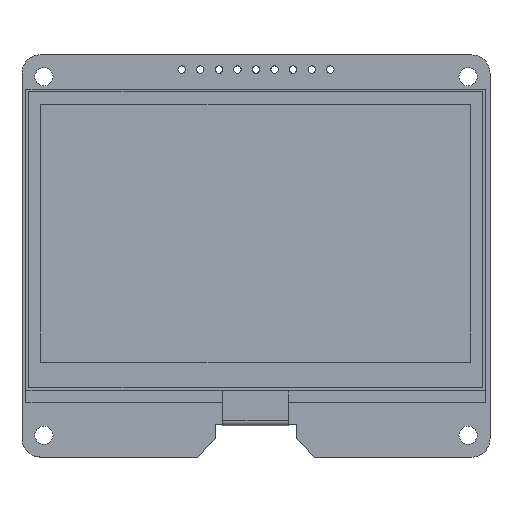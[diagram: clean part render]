
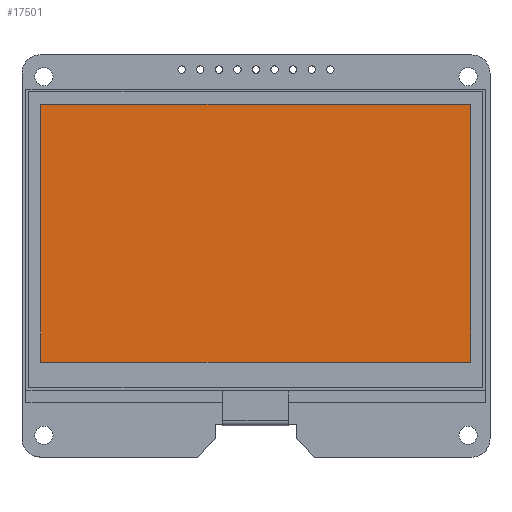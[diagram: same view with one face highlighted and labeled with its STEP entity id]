
A CAD part, top view. The second image highlights one B-rep face of the part: STEP entity #17501.
In plain terms, the highlighted face is planar.
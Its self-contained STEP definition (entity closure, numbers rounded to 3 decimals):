
#557=PLANE('',#18602);
#1341=FACE_OUTER_BOUND('',#2290,.T.);
#2290=EDGE_LOOP('',(#12980,#12981,#12982,#12983));
#3458=LINE('',#25261,#5699);
#3462=LINE('',#25268,#5703);
#3465=LINE('',#25274,#5706);
#3467=LINE('',#25277,#5708);
#5699=VECTOR('',#20454,10.);
#5703=VECTOR('',#20460,10.);
#5706=VECTOR('',#20465,10.);
#5708=VECTOR('',#20469,10.);
#8135=VERTEX_POINT('',#25258);
#8136=VERTEX_POINT('',#25260);
#8138=VERTEX_POINT('',#25266);
#8140=VERTEX_POINT('',#25272);
#9968=EDGE_CURVE('',#8136,#8135,#3458,.T.);
#9972=EDGE_CURVE('',#8135,#8138,#3462,.T.);
#9975=EDGE_CURVE('',#8138,#8140,#3465,.T.);
#9977=EDGE_CURVE('',#8140,#8136,#3467,.T.);
#12980=ORIENTED_EDGE('',*,*,#9977,.T.);
#12981=ORIENTED_EDGE('',*,*,#9968,.T.);
#12982=ORIENTED_EDGE('',*,*,#9972,.T.);
#12983=ORIENTED_EDGE('',*,*,#9975,.T.);
#17501=ADVANCED_FACE('',(#1341),#557,.F.);
#18602=AXIS2_PLACEMENT_3D('',#25279,#20472,#20473);
#20454=DIRECTION('',(1.,0.,0.));
#20460=DIRECTION('',(0.,-1.,0.));
#20465=DIRECTION('',(-1.,0.,0.));
#20469=DIRECTION('',(0.,1.,0.));
#20472=DIRECTION('center_axis',(0.,0.,1.));
#20473=DIRECTION('ref_axis',(-1.,0.,0.));
#25258=CARTESIAN_POINT('',(58.8,35.28,0.));
#25260=CARTESIAN_POINT('',(0.,35.28,0.));
#25261=CARTESIAN_POINT('',(0.,35.28,0.));
#25266=CARTESIAN_POINT('',(58.8,0.,0.));
#25268=CARTESIAN_POINT('',(58.8,35.28,0.));
#25272=CARTESIAN_POINT('',(0.,0.,0.));
#25274=CARTESIAN_POINT('',(58.8,0.,0.));
#25277=CARTESIAN_POINT('',(0.,0.,0.));
#25279=CARTESIAN_POINT('Origin',(29.4,17.64,0.));
